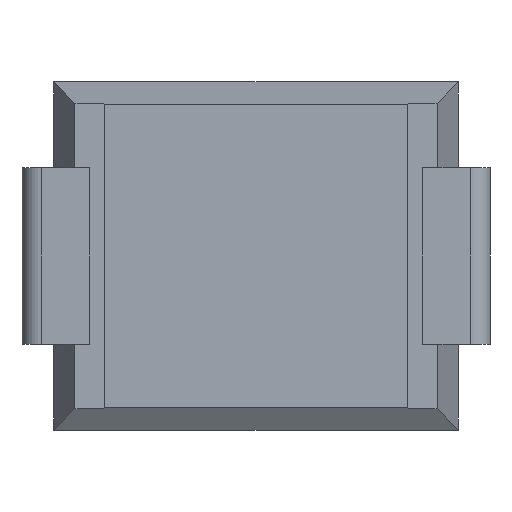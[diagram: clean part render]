
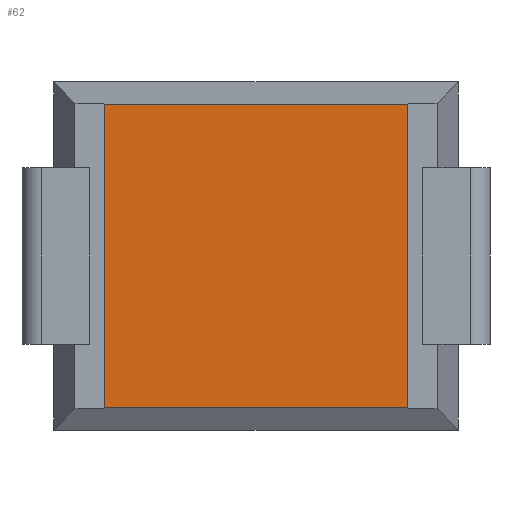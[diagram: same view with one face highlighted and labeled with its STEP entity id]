
A CAD part, front view. The second image highlights one B-rep face of the part: STEP entity #62.
In plain terms, the highlighted planar face has unit normal (0, -1, 0).
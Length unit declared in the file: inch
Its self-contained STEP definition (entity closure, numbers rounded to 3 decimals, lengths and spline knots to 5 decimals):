
#62 = ADVANCED_FACE ( 'NONE', ( #331 ), #980, .T. ) ;
#99 = ORIENTED_EDGE ( 'NONE', *, *, #192, .F. ) ;
#128 = DIRECTION ( 'NONE',  ( 0., 0., 1. ) ) ;
#154 = DIRECTION ( 'NONE',  ( 0., 0., 1. ) ) ;
#192 = EDGE_CURVE ( 'NONE', #367, #1867, #440, .T. ) ;
#273 = CARTESIAN_POINT ( 'NONE',  ( -0.10125, 0.008, -0.11625 ) ) ;
#278 = LINE ( 'NONE', #804, #1664 ) ;
#331 = FACE_OUTER_BOUND ( 'NONE', #1620, .T. ) ;
#367 = VERTEX_POINT ( 'NONE', #666 ) ;
#440 = LINE ( 'NONE', #1480, #1103 ) ;
#476 = ORIENTED_EDGE ( 'NONE', *, *, #1551, .F. ) ;
#596 = LINE ( 'NONE', #1312, #1857 ) ;
#666 = CARTESIAN_POINT ( 'NONE',  ( 0.10125, 0.008, -0.10125 ) ) ;
#671 = ORIENTED_EDGE ( 'NONE', *, *, #787, .T. ) ;
#787 = EDGE_CURVE ( 'NONE', #367, #1235, #278, .T. ) ;
#804 = CARTESIAN_POINT ( 'NONE',  ( 0.10125, 0.008, -0.11625 ) ) ;
#846 = DIRECTION ( 'NONE',  ( 0., 0., -1. ) ) ;
#980 = PLANE ( 'NONE',  #1421 ) ;
#1031 = VERTEX_POINT ( 'NONE', #1488 ) ;
#1056 = VECTOR ( 'NONE', #154, 39.37008 ) ;
#1103 = VECTOR ( 'NONE', #1605, 39.37008 ) ;
#1133 = EDGE_CURVE ( 'NONE', #1867, #1031, #1737, .T. ) ;
#1191 = CARTESIAN_POINT ( 'NONE',  ( 0., 0.008, 0. ) ) ;
#1235 = VERTEX_POINT ( 'NONE', #1710 ) ;
#1312 = CARTESIAN_POINT ( 'NONE',  ( -0.12, 0.008, 0.10125 ) ) ;
#1374 = CARTESIAN_POINT ( 'NONE',  ( -0.10125, 0.008, -0.10125 ) ) ;
#1399 = ORIENTED_EDGE ( 'NONE', *, *, #1133, .F. ) ;
#1414 = DIRECTION ( 'NONE',  ( 1., 0., 0. ) ) ;
#1421 = AXIS2_PLACEMENT_3D ( 'NONE', #1191, #1450, #846 ) ;
#1450 = DIRECTION ( 'NONE',  ( 0., -1., 0. ) ) ;
#1480 = CARTESIAN_POINT ( 'NONE',  ( 0.12, 0.008, -0.10125 ) ) ;
#1488 = CARTESIAN_POINT ( 'NONE',  ( -0.10125, 0.008, 0.10125 ) ) ;
#1551 = EDGE_CURVE ( 'NONE', #1031, #1235, #596, .T. ) ;
#1605 = DIRECTION ( 'NONE',  ( -1., 0., 0. ) ) ;
#1620 = EDGE_LOOP ( 'NONE', ( #671, #476, #1399, #99 ) ) ;
#1664 = VECTOR ( 'NONE', #128, 39.37008 ) ;
#1710 = CARTESIAN_POINT ( 'NONE',  ( 0.10125, 0.008, 0.10125 ) ) ;
#1737 = LINE ( 'NONE', #273, #1056 ) ;
#1857 = VECTOR ( 'NONE', #1414, 39.37008 ) ;
#1867 = VERTEX_POINT ( 'NONE', #1374 ) ;
